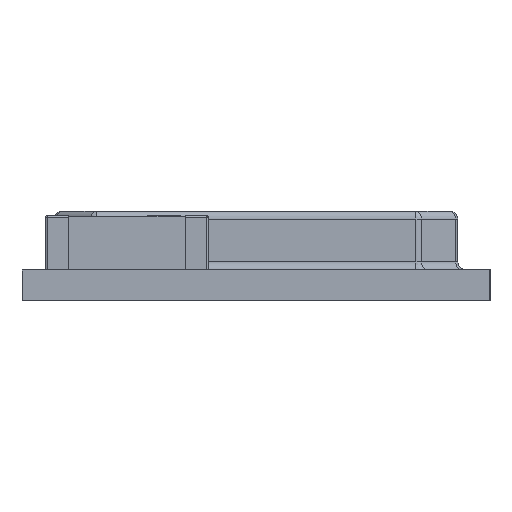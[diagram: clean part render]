
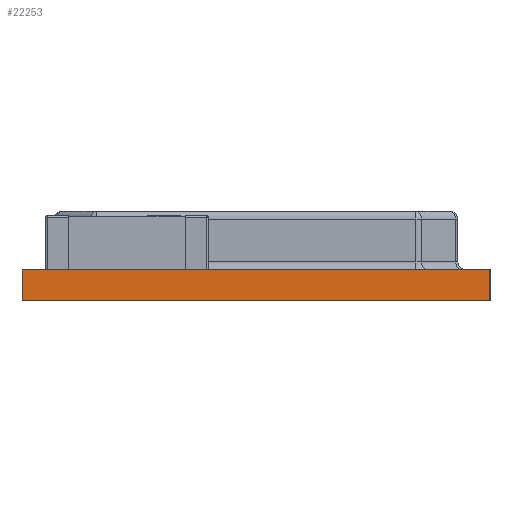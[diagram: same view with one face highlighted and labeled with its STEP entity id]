
A CAD part, left-side view. The second image highlights one B-rep face of the part: STEP entity #22253.
In plain terms, the highlighted planar face has unit normal (-1, 0, 0).
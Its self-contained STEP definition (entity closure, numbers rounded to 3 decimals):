
#52 = DIRECTION ( 'NONE',  ( 0., 0., -1. ) ) ;
#559 = DIRECTION ( 'NONE',  ( 0., -1., 0. ) ) ;
#690 = LINE ( 'NONE', #3273, #1061 ) ;
#1061 = VECTOR ( 'NONE', #24638, 1000. ) ;
#1299 = CARTESIAN_POINT ( 'NONE',  ( -9.05, 0., 0.79 ) ) ;
#1794 = VERTEX_POINT ( 'NONE', #23110 ) ;
#3172 = VERTEX_POINT ( 'NONE', #6148 ) ;
#3273 = CARTESIAN_POINT ( 'NONE',  ( -9.05, -6.025, 0.8 ) ) ;
#4052 = ORIENTED_EDGE ( 'NONE', *, *, #10777, .F. ) ;
#5121 = DIRECTION ( 'NONE',  ( 0., -1., 0. ) ) ;
#5433 = DIRECTION ( 'NONE',  ( 1., 0., 0. ) ) ;
#6148 = CARTESIAN_POINT ( 'NONE',  ( -9.05, -6.025, 0. ) ) ;
#6503 = ORIENTED_EDGE ( 'NONE', *, *, #12260, .T. ) ;
#7112 = ORIENTED_EDGE ( 'NONE', *, *, #37241, .T. ) ;
#8131 = CARTESIAN_POINT ( 'NONE',  ( -9.05, 6.025, 0.8 ) ) ;
#10777 = EDGE_CURVE ( 'NONE', #14502, #16096, #13931, .T. ) ;
#11305 = CARTESIAN_POINT ( 'NONE',  ( -9.05, 0., 0. ) ) ;
#12260 = EDGE_CURVE ( 'NONE', #3172, #1794, #690, .T. ) ;
#13931 = LINE ( 'NONE', #25954, #14223 ) ;
#14223 = VECTOR ( 'NONE', #38035, 1000. ) ;
#14274 = DIRECTION ( 'NONE',  ( 0., 0., 1. ) ) ;
#14502 = VERTEX_POINT ( 'NONE', #33697 ) ;
#14881 = EDGE_CURVE ( 'NONE', #36802, #1794, #36753, .T. ) ;
#16096 = VERTEX_POINT ( 'NONE', #26356 ) ;
#17342 = VECTOR ( 'NONE', #14274, 1000. ) ;
#17702 = PLANE ( 'NONE',  #39096 ) ;
#18629 = EDGE_CURVE ( 'NONE', #36802, #16096, #33967, .T. ) ;
#20090 = VECTOR ( 'NONE', #559, 1000. ) ;
#21032 = VERTEX_POINT ( 'NONE', #22763 ) ;
#22253 = ADVANCED_FACE ( 'NONE', ( #39078 ), #17702, .F. ) ;
#22763 = CARTESIAN_POINT ( 'NONE',  ( -9.05, 6.025, 0. ) ) ;
#23110 = CARTESIAN_POINT ( 'NONE',  ( -9.05, -6.025, 0.8 ) ) ;
#23113 = LINE ( 'NONE', #8131, #17342 ) ;
#24638 = DIRECTION ( 'NONE',  ( 0., 0., 1. ) ) ;
#25954 = CARTESIAN_POINT ( 'NONE',  ( -9.05, 0., 0.79 ) ) ;
#26356 = CARTESIAN_POINT ( 'NONE',  ( -9.05, 0., 0.79 ) ) ;
#28432 = ORIENTED_EDGE ( 'NONE', *, *, #18629, .T. ) ;
#29021 = CARTESIAN_POINT ( 'NONE',  ( -9.05, 0., 0.8 ) ) ;
#29775 = CARTESIAN_POINT ( 'NONE',  ( -9.05, 0., 0.8 ) ) ;
#30447 = EDGE_CURVE ( 'NONE', #21032, #14502, #23113, .T. ) ;
#30806 = VECTOR ( 'NONE', #33773, 1000. ) ;
#31093 = EDGE_LOOP ( 'NONE', ( #28432, #4052, #35596, #7112, #6503, #38904 ) ) ;
#32234 = LINE ( 'NONE', #11305, #33265 ) ;
#33265 = VECTOR ( 'NONE', #5121, 1000. ) ;
#33697 = CARTESIAN_POINT ( 'NONE',  ( -9.05, 6.025, 0.79 ) ) ;
#33773 = DIRECTION ( 'NONE',  ( 0., 0., -1. ) ) ;
#33967 = LINE ( 'NONE', #1299, #30806 ) ;
#35596 = ORIENTED_EDGE ( 'NONE', *, *, #30447, .F. ) ;
#36569 = CARTESIAN_POINT ( 'NONE',  ( -9.05, 0., 0.8 ) ) ;
#36753 = LINE ( 'NONE', #36569, #20090 ) ;
#36802 = VERTEX_POINT ( 'NONE', #29021 ) ;
#37241 = EDGE_CURVE ( 'NONE', #21032, #3172, #32234, .T. ) ;
#38035 = DIRECTION ( 'NONE',  ( 0., -1., 0. ) ) ;
#38904 = ORIENTED_EDGE ( 'NONE', *, *, #14881, .F. ) ;
#39078 = FACE_OUTER_BOUND ( 'NONE', #31093, .T. ) ;
#39096 = AXIS2_PLACEMENT_3D ( 'NONE', #29775, #5433, #52 ) ;
